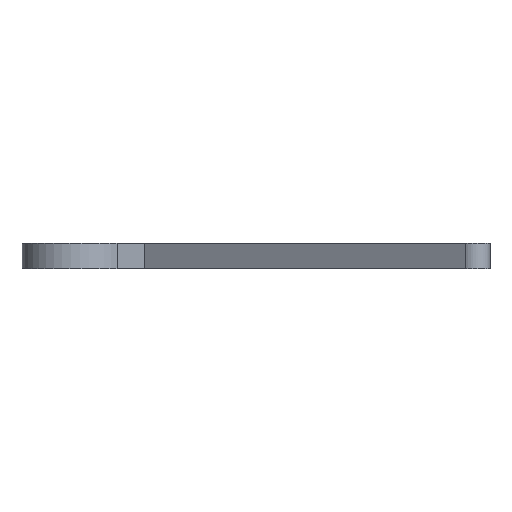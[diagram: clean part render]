
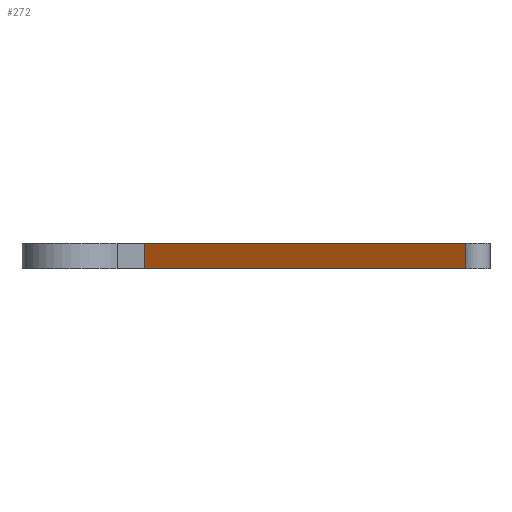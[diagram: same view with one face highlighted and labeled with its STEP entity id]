
A CAD part, front view. The second image highlights one B-rep face of the part: STEP entity #272.
In plain terms, the highlighted planar face has unit normal (-0.532, -0.846, 0).
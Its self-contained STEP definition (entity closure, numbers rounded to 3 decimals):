
#2 = EDGE_CURVE ( 'NONE', #598, #16, #1439, .T. ) ;
#3 = ORIENTED_EDGE ( 'NONE', *, *, #1446, .F. ) ;
#5 = CARTESIAN_POINT ( 'NONE',  ( -198.033, 90.87, 121.638 ) ) ;
#16 = VERTEX_POINT ( 'NONE', #709 ) ;
#178 = DIRECTION ( 'NONE',  ( 0., 0., 1. ) ) ;
#187 = DIRECTION ( 'NONE',  ( 0.846, -0.533, 0. ) ) ;
#206 = DIRECTION ( 'NONE',  ( 0.846, -0.533, 0. ) ) ;
#221 = ORIENTED_EDGE ( 'NONE', *, *, #882, .T. ) ;
#272 = ADVANCED_FACE ( 'NONE', ( #819 ), #1227, .T. ) ;
#332 = EDGE_CURVE ( 'NONE', #367, #1019, #613, .T. ) ;
#367 = VERTEX_POINT ( 'NONE', #5 ) ;
#371 = CARTESIAN_POINT ( 'NONE',  ( -198.033, 90.87, 113.638 ) ) ;
#443 = CARTESIAN_POINT ( 'NONE',  ( -299.957, 155., 113.638 ) ) ;
#461 = CARTESIAN_POINT ( 'NONE',  ( -299.957, 155., 113.638 ) ) ;
#532 = VECTOR ( 'NONE', #1575, 1000. ) ;
#562 = EDGE_LOOP ( 'NONE', ( #3, #1623, #221, #1507 ) ) ;
#588 = DIRECTION ( 'NONE',  ( -0.533, -0.846, 0. ) ) ;
#597 = AXIS2_PLACEMENT_3D ( 'NONE', #461, #588, #187 ) ;
#598 = VERTEX_POINT ( 'NONE', #1521 ) ;
#613 = LINE ( 'NONE', #371, #532 ) ;
#680 = VECTOR ( 'NONE', #1335, 1000. ) ;
#709 = CARTESIAN_POINT ( 'NONE',  ( -299.957, 155., 121.638 ) ) ;
#819 = FACE_OUTER_BOUND ( 'NONE', #562, .T. ) ;
#882 = EDGE_CURVE ( 'NONE', #598, #1019, #1149, .T. ) ;
#1019 = VERTEX_POINT ( 'NONE', #1364 ) ;
#1089 = CARTESIAN_POINT ( 'NONE',  ( -299.957, 155., 121.638 ) ) ;
#1149 = LINE ( 'NONE', #1342, #680 ) ;
#1227 = PLANE ( 'NONE',  #597 ) ;
#1309 = LINE ( 'NONE', #1089, #1531 ) ;
#1335 = DIRECTION ( 'NONE',  ( 0.846, -0.533, 0. ) ) ;
#1342 = CARTESIAN_POINT ( 'NONE',  ( -299.957, 155., 113.638 ) ) ;
#1364 = CARTESIAN_POINT ( 'NONE',  ( -198.033, 90.87, 113.638 ) ) ;
#1439 = LINE ( 'NONE', #443, #1631 ) ;
#1446 = EDGE_CURVE ( 'NONE', #16, #367, #1309, .T. ) ;
#1507 = ORIENTED_EDGE ( 'NONE', *, *, #332, .F. ) ;
#1521 = CARTESIAN_POINT ( 'NONE',  ( -299.957, 155., 113.638 ) ) ;
#1531 = VECTOR ( 'NONE', #206, 1000. ) ;
#1575 = DIRECTION ( 'NONE',  ( 0., 0., -1. ) ) ;
#1623 = ORIENTED_EDGE ( 'NONE', *, *, #2, .F. ) ;
#1631 = VECTOR ( 'NONE', #178, 1000. ) ;
